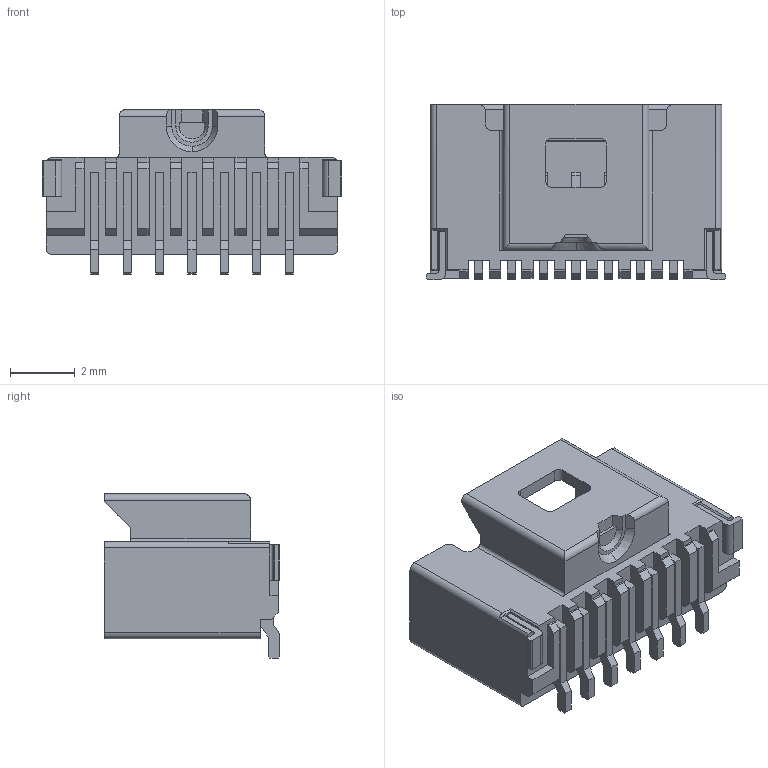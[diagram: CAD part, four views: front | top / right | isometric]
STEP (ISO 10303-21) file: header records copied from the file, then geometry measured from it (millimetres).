
FILE_DESCRIPTION (( 'STEP AP214' ), '1' );
FILE_NAME ('Molex_PicoClasp_501331-0707.step', '2018-01-19T13:29:24', ( '' ), ( '' ), 'SwSTEP 2.0', 'SolidWorks 2018', '' );
FILE_SCHEMA (( 'AUTOMOTIVE_DESIGN' ));
Length unit declared in the file: millimetre
Products named in the file (1): Molex_PicoClasp_501331-0707
Bounding box: 9.24 x 5.41 x 5.07 mm (x, y, z)
Volume: 76.8 mm3; surface area: 357.6 mm2
Topology: 1 solids, 1 shells, 349 faces, 975 edges, 642 vertices
Faces by surface type: plane 303, cylinder 37, cone 9
Entity records: 12879 total; most frequent: CARTESIAN_POINT 2032, ORIENTED_EDGE 1950, DIRECTION 1740, EDGE_CURVE 975, VECTOR 880, LINE 880, VERTEX_POINT 642, AXIS2_PLACEMENT_3D 430
